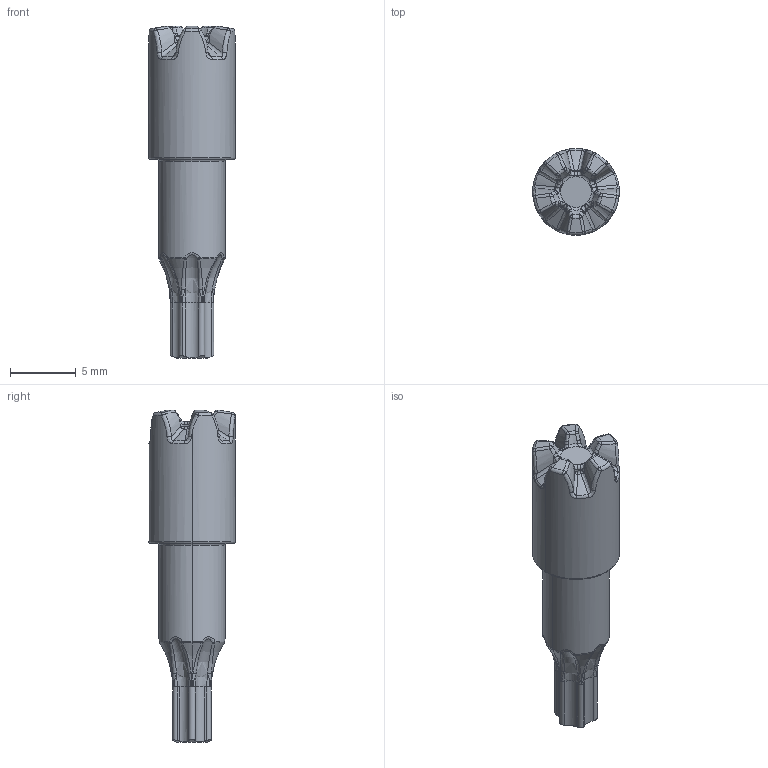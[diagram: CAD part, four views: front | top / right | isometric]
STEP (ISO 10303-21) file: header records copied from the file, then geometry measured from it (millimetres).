
FILE_DESCRIPTION (( 'STEP AP214' ), '1' );
FILE_NAME ('C725-830-002 Rev 01.STEP', '2025-04-21T17:33:12', ( '' ), ( '' ), 'SwSTEP 2.0', 'SolidWorks 2024', '' );
FILE_SCHEMA (( 'AUTOMOTIVE_DESIGN' ));
Length unit declared in the file: inch
Products named in the file (1): C725-830-002 Rev 01
Bounding box: 6.6 x 6.6 x 25.27 mm (x, y, z)
Volume: 527 mm3; surface area: 473.2 mm2
Topology: 1 solids, 1 shells, 292 faces, 645 edges, 344 vertices
Faces by surface type: bspline 110, torus 75, sphere 50, cylinder 37, cone 17, plane 3
Entity records: 10013 total; most frequent: CARTESIAN_POINT 4387, ORIENTED_EDGE 1266, DIRECTION 1098, EDGE_CURVE 633, AXIS2_PLACEMENT_3D 537, CIRCLE 354, VERTEX_POINT 344, EDGE_LOOP 293
